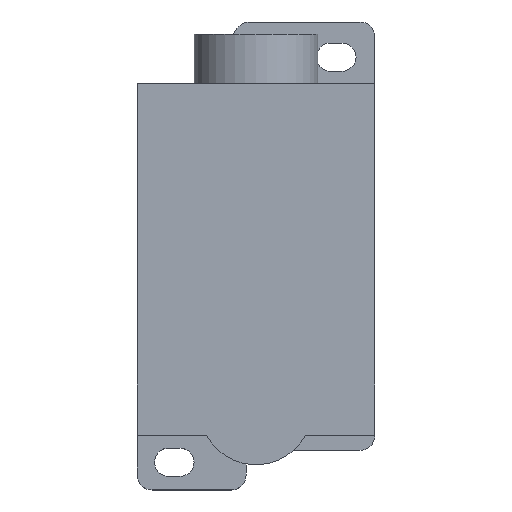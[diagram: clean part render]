
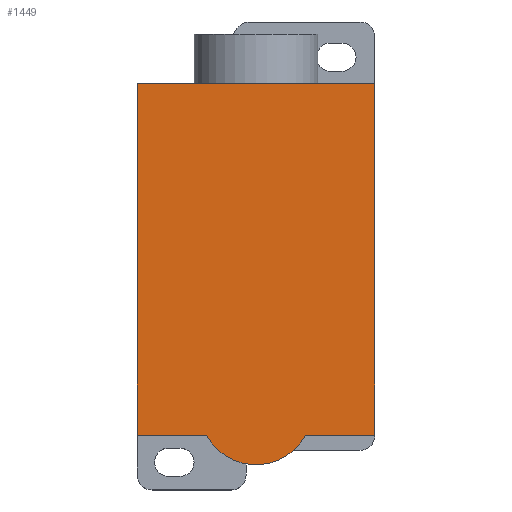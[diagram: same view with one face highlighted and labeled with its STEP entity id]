
A CAD part, top view. The second image highlights one B-rep face of the part: STEP entity #1449.
In plain terms, the highlighted planar face has unit normal (0, 0, 1).
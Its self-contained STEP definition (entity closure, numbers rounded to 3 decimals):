
#57 = CARTESIAN_POINT ( 'NONE',  ( -24., -35.5, 51. ) ) ;
#81 = VECTOR ( 'NONE', #1544, 1000. ) ;
#166 = DIRECTION ( 'NONE',  ( 0., 0., 1. ) ) ;
#177 = DIRECTION ( 'NONE',  ( -1., 0., 0. ) ) ;
#196 = DIRECTION ( 'NONE',  ( 1., 0., 0. ) ) ;
#302 = VERTEX_POINT ( 'NONE', #909 ) ;
#446 = ORIENTED_EDGE ( 'NONE', *, *, #450, .T. ) ;
#450 = EDGE_CURVE ( 'NONE', #1623, #1674, #971, .T. ) ;
#475 = CARTESIAN_POINT ( 'NONE',  ( 0., -30.167, 51. ) ) ;
#485 = AXIS2_PLACEMENT_3D ( 'NONE', #1038, #166, #1157 ) ;
#488 = CARTESIAN_POINT ( 'NONE',  ( 24., 35.5, 51. ) ) ;
#517 = VERTEX_POINT ( 'NONE', #1215 ) ;
#562 = VECTOR ( 'NONE', #177, 1000. ) ;
#608 = DIRECTION ( 'NONE',  ( 1., 0., 0. ) ) ;
#620 = AXIS2_PLACEMENT_3D ( 'NONE', #475, #1448, #627 ) ;
#627 = DIRECTION ( 'NONE',  ( 1., 0., 0. ) ) ;
#651 = ORIENTED_EDGE ( 'NONE', *, *, #759, .T. ) ;
#695 = CARTESIAN_POINT ( 'NONE',  ( -10., -35.5, 51. ) ) ;
#705 = CARTESIAN_POINT ( 'NONE',  ( 24., 35.5, 51. ) ) ;
#739 = CARTESIAN_POINT ( 'NONE',  ( -24., -35.5, 51. ) ) ;
#759 = EDGE_CURVE ( 'NONE', #517, #1623, #1634, .T. ) ;
#770 = CARTESIAN_POINT ( 'NONE',  ( -24., 35.5, 51. ) ) ;
#854 = VERTEX_POINT ( 'NONE', #695 ) ;
#863 = LINE ( 'NONE', #964, #81 ) ;
#883 = ORIENTED_EDGE ( 'NONE', *, *, #1640, .T. ) ;
#892 = PLANE ( 'NONE',  #485 ) ;
#909 = CARTESIAN_POINT ( 'NONE',  ( 10., -35.5, 51. ) ) ;
#964 = CARTESIAN_POINT ( 'NONE',  ( -24., 35.5, 51. ) ) ;
#971 = LINE ( 'NONE', #770, #562 ) ;
#1023 = VECTOR ( 'NONE', #608, 1000. ) ;
#1038 = CARTESIAN_POINT ( 'NONE',  ( 0., 0., 51. ) ) ;
#1088 = CIRCLE ( 'NONE', #620, 11.333 ) ;
#1091 = VECTOR ( 'NONE', #196, 1000. ) ;
#1157 = DIRECTION ( 'NONE',  ( 1., 0., 0. ) ) ;
#1183 = FACE_OUTER_BOUND ( 'NONE', #1574, .T. ) ;
#1215 = CARTESIAN_POINT ( 'NONE',  ( 24., -35.5, 51. ) ) ;
#1252 = LINE ( 'NONE', #739, #1023 ) ;
#1301 = EDGE_CURVE ( 'NONE', #1674, #1711, #863, .T. ) ;
#1307 = VECTOR ( 'NONE', #1668, 1000. ) ;
#1341 = CARTESIAN_POINT ( 'NONE',  ( -24., 35.5, 51. ) ) ;
#1352 = EDGE_CURVE ( 'NONE', #854, #302, #1088, .T. ) ;
#1448 = DIRECTION ( 'NONE',  ( 0., 0., 1. ) ) ;
#1449 = ADVANCED_FACE ( 'NONE', ( #1183 ), #892, .T. ) ;
#1544 = DIRECTION ( 'NONE',  ( 0., -1., 0. ) ) ;
#1556 = EDGE_CURVE ( 'NONE', #302, #517, #1252, .T. ) ;
#1574 = EDGE_LOOP ( 'NONE', ( #651, #446, #1755, #883, #1610, #1589 ) ) ;
#1589 = ORIENTED_EDGE ( 'NONE', *, *, #1556, .T. ) ;
#1610 = ORIENTED_EDGE ( 'NONE', *, *, #1352, .T. ) ;
#1623 = VERTEX_POINT ( 'NONE', #488 ) ;
#1634 = LINE ( 'NONE', #705, #1307 ) ;
#1640 = EDGE_CURVE ( 'NONE', #1711, #854, #1836, .T. ) ;
#1668 = DIRECTION ( 'NONE',  ( 0., 1., 0. ) ) ;
#1674 = VERTEX_POINT ( 'NONE', #1341 ) ;
#1711 = VERTEX_POINT ( 'NONE', #57 ) ;
#1755 = ORIENTED_EDGE ( 'NONE', *, *, #1301, .T. ) ;
#1761 = CARTESIAN_POINT ( 'NONE',  ( -24., -35.5, 51. ) ) ;
#1836 = LINE ( 'NONE', #1761, #1091 ) ;
